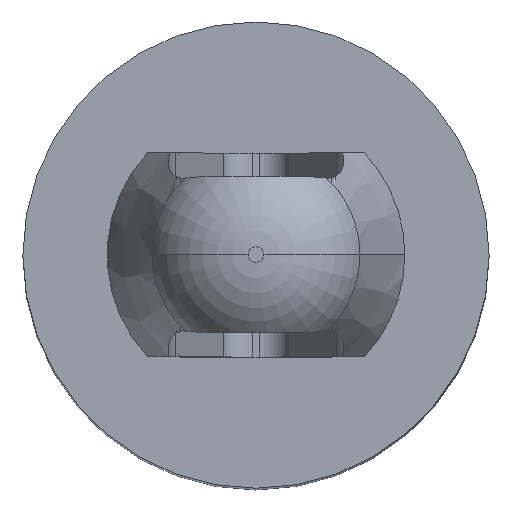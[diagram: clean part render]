
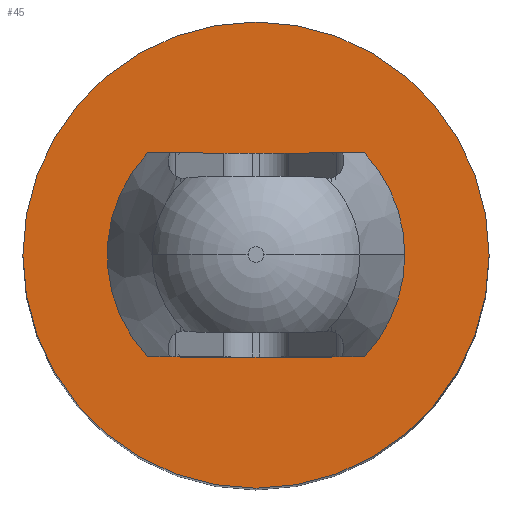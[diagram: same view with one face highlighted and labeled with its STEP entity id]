
A CAD part, top view. The second image highlights one B-rep face of the part: STEP entity #45.
In plain terms, the highlighted planar face has unit normal (0, 0, 1).
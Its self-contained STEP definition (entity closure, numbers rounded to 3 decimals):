
#1 = AXIS2_PLACEMENT_3D ( 'NONE', #110, #109, #108 ) ;
#2 = CIRCLE ( 'NONE', #1, 1.25 ) ;
#3 = DIRECTION ( 'NONE',  ( 1., 0., 0. ) ) ;
#4 = DIRECTION ( 'NONE',  ( 0., 0., 1. ) ) ;
#5 = CARTESIAN_POINT ( 'NONE',  ( 0., 0., 10. ) ) ;
#6 = AXIS2_PLACEMENT_3D ( 'NONE', #5, #4, #3 ) ;
#7 = PLANE ( 'NONE',  #6 ) ;
#8 = FACE_OUTER_BOUND ( 'NONE', #52, .T. ) ;
#9 = DIRECTION ( 'NONE',  ( 1., 0., 0. ) ) ;
#10 = DIRECTION ( 'NONE',  ( 0., 0., 1. ) ) ;
#11 = CARTESIAN_POINT ( 'NONE',  ( 0., 0., 10. ) ) ;
#12 = AXIS2_PLACEMENT_3D ( 'NONE', #11, #10, #9 ) ;
#13 = CIRCLE ( 'NONE', #12, 1.25 ) ;
#14 = FACE_BOUND ( 'NONE', #46, .T. ) ;
#43 = EDGE_CURVE ( 'NONE', #1317, #1369, #13, .T. ) ;
#45 = ADVANCED_FACE ( 'NONE', ( #14, #8 ), #7, .T. ) ;
#46 = EDGE_LOOP ( 'NONE', ( #47, #48, #49, #50, #138 ) ) ;
#47 = ORIENTED_EDGE ( 'NONE', *, *, #43, .F. ) ;
#48 = ORIENTED_EDGE ( 'NONE', *, *, #1314, .F. ) ;
#49 = ORIENTED_EDGE ( 'NONE', *, *, #1822, .F. ) ;
#50 = ORIENTED_EDGE ( 'NONE', *, *, #51, .F. ) ;
#51 = EDGE_CURVE ( 'NONE', #939, #1820, #2, .T. ) ;
#52 = EDGE_LOOP ( 'NONE', ( #139, #141 ) ) ;
#108 = DIRECTION ( 'NONE',  ( 1., 0., 0. ) ) ;
#109 = DIRECTION ( 'NONE',  ( 0., 0., 1. ) ) ;
#110 = CARTESIAN_POINT ( 'NONE',  ( 0., 0., 10. ) ) ;
#113 = DIRECTION ( 'NONE',  ( 1., 0., 0. ) ) ;
#114 = DIRECTION ( 'NONE',  ( 0., 0., 1. ) ) ;
#115 = CARTESIAN_POINT ( 'NONE',  ( 0., 0., 10. ) ) ;
#116 = AXIS2_PLACEMENT_3D ( 'NONE', #115, #114, #113 ) ;
#117 = CIRCLE ( 'NONE', #116, 2.3 ) ;
#138 = ORIENTED_EDGE ( 'NONE', *, *, #937, .F. ) ;
#139 = ORIENTED_EDGE ( 'NONE', *, *, #140, .T. ) ;
#140 = EDGE_CURVE ( 'NONE', #1680, #1679, #117, .T. ) ;
#141 = ORIENTED_EDGE ( 'NONE', *, *, #1678, .T. ) ;
#230 = CARTESIAN_POINT ( 'NONE',  ( 0.742, -1.006, 10. ) ) ;
#231 = DIRECTION ( 'NONE',  ( 1., 0., 0. ) ) ;
#232 = VECTOR ( 'NONE', #231, 1000. ) ;
#233 = CARTESIAN_POINT ( 'NONE',  ( 1.07, -1.006, 10. ) ) ;
#234 = LINE ( 'NONE', #233, #232 ) ;
#438 = CARTESIAN_POINT ( 'NONE',  ( -0.742, 1.006, 10. ) ) ;
#439 = DIRECTION ( 'NONE',  ( -1., 0., 0. ) ) ;
#440 = VECTOR ( 'NONE', #439, 1000. ) ;
#441 = CARTESIAN_POINT ( 'NONE',  ( 1.07, 1.006, 10. ) ) ;
#442 = LINE ( 'NONE', #441, #440 ) ;
#617 = CARTESIAN_POINT ( 'NONE',  ( -2.3, 0., 10. ) ) ;
#618 = CARTESIAN_POINT ( 'NONE',  ( 2.3, 0., 10. ) ) ;
#619 = DIRECTION ( 'NONE',  ( 1., 0., 0. ) ) ;
#620 = DIRECTION ( 'NONE',  ( 0., 0., 1. ) ) ;
#621 = CARTESIAN_POINT ( 'NONE',  ( 0., 0., 10. ) ) ;
#622 = AXIS2_PLACEMENT_3D ( 'NONE', #621, #620, #619 ) ;
#623 = CIRCLE ( 'NONE', #622, 2.3 ) ;
#679 = CARTESIAN_POINT ( 'NONE',  ( -0.742, -1.006, 10. ) ) ;
#937 = EDGE_CURVE ( 'NONE', #1369, #939, #234, .T. ) ;
#939 = VERTEX_POINT ( 'NONE', #230 ) ;
#1214 = CARTESIAN_POINT ( 'NONE',  ( 0.742, 1.006, 10. ) ) ;
#1216 = DIRECTION ( 'NONE',  ( 1., 0., 0. ) ) ;
#1218 = DIRECTION ( 'NONE',  ( 0., 0., 1. ) ) ;
#1220 = CARTESIAN_POINT ( 'NONE',  ( 0., 0., 10. ) ) ;
#1221 = AXIS2_PLACEMENT_3D ( 'NONE', #1220, #1218, #1216 ) ;
#1223 = CIRCLE ( 'NONE', #1221, 1.25 ) ;
#1229 = CARTESIAN_POINT ( 'NONE',  ( 1.25, 0., 10. ) ) ;
#1314 = EDGE_CURVE ( 'NONE', #1823, #1317, #442, .T. ) ;
#1317 = VERTEX_POINT ( 'NONE', #438 ) ;
#1369 = VERTEX_POINT ( 'NONE', #679 ) ;
#1678 = EDGE_CURVE ( 'NONE', #1679, #1680, #623, .T. ) ;
#1679 = VERTEX_POINT ( 'NONE', #618 ) ;
#1680 = VERTEX_POINT ( 'NONE', #617 ) ;
#1820 = VERTEX_POINT ( 'NONE', #1229 ) ;
#1822 = EDGE_CURVE ( 'NONE', #1820, #1823, #1223, .T. ) ;
#1823 = VERTEX_POINT ( 'NONE', #1214 ) ;
